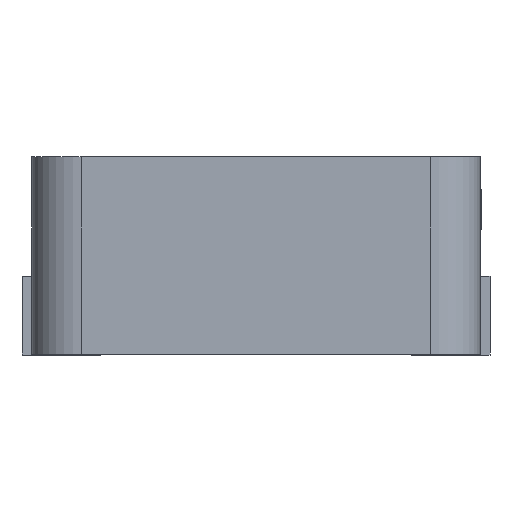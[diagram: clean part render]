
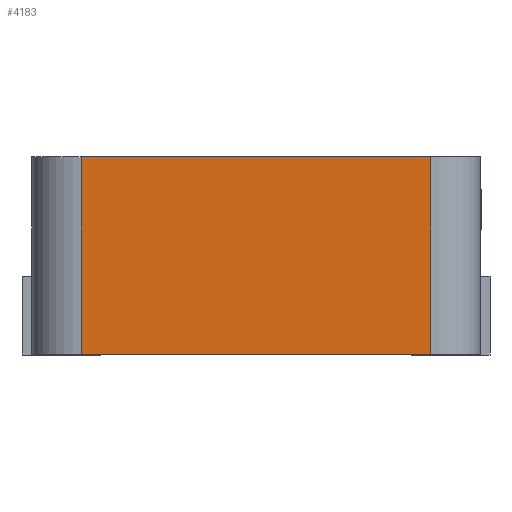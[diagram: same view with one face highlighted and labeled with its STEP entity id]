
A CAD part, front view. The second image highlights one B-rep face of the part: STEP entity #4183.
In plain terms, the highlighted planar face has unit normal (0, -1, 0).
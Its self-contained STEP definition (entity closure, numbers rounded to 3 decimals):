
#942 = DIRECTION ( 'NONE',  ( 1., 0., 0. ) ) ;
#2841 = VECTOR ( 'NONE', #942, 1000. ) ;
#2925 = EDGE_LOOP ( 'NONE', ( #13726, #7927, #10671, #4625 ) ) ;
#3068 = EDGE_CURVE ( 'NONE', #12417, #18364, #13435, .T. ) ;
#4136 = VECTOR ( 'NONE', #4725, 1000. ) ;
#4183 = ADVANCED_FACE ( 'NONE', ( #9139 ), #8862, .F. ) ;
#4450 = EDGE_CURVE ( 'NONE', #11400, #17845, #13070, .T. ) ;
#4594 = CARTESIAN_POINT ( 'NONE',  ( -2.275, -2.25, 2. ) ) ;
#4625 = ORIENTED_EDGE ( 'NONE', *, *, #3068, .T. ) ;
#4725 = DIRECTION ( 'NONE',  ( 0., 0., 1. ) ) ;
#7117 = VECTOR ( 'NONE', #13328, 1000. ) ;
#7882 = CARTESIAN_POINT ( 'NONE',  ( -1.775, -2.25, 2. ) ) ;
#7927 = ORIENTED_EDGE ( 'NONE', *, *, #4450, .T. ) ;
#8862 = PLANE ( 'NONE',  #15762 ) ;
#9139 = FACE_OUTER_BOUND ( 'NONE', #2925, .T. ) ;
#9339 = DIRECTION ( 'NONE',  ( 0., 0., 1. ) ) ;
#9868 = VECTOR ( 'NONE', #14726, 1000. ) ;
#10112 = EDGE_CURVE ( 'NONE', #17845, #12417, #18520, .T. ) ;
#10398 = EDGE_CURVE ( 'NONE', #11400, #18364, #12128, .T. ) ;
#10671 = ORIENTED_EDGE ( 'NONE', *, *, #10112, .T. ) ;
#11400 = VERTEX_POINT ( 'NONE', #16885 ) ;
#12128 = LINE ( 'NONE', #14871, #7117 ) ;
#12417 = VERTEX_POINT ( 'NONE', #18148 ) ;
#12840 = CARTESIAN_POINT ( 'NONE',  ( -1.775, -2.25, 0. ) ) ;
#13070 = LINE ( 'NONE', #7882, #9868 ) ;
#13328 = DIRECTION ( 'NONE',  ( 1., 0., 0. ) ) ;
#13435 = LINE ( 'NONE', #16603, #4136 ) ;
#13726 = ORIENTED_EDGE ( 'NONE', *, *, #10398, .F. ) ;
#14726 = DIRECTION ( 'NONE',  ( 0., 0., -1. ) ) ;
#14871 = CARTESIAN_POINT ( 'NONE',  ( -2.275, -2.25, 2. ) ) ;
#15532 = CARTESIAN_POINT ( 'NONE',  ( 1.775, -2.25, 2. ) ) ;
#15762 = AXIS2_PLACEMENT_3D ( 'NONE', #4594, #17850, #9339 ) ;
#16603 = CARTESIAN_POINT ( 'NONE',  ( 1.775, -2.25, 2. ) ) ;
#16885 = CARTESIAN_POINT ( 'NONE',  ( -1.775, -2.25, 2. ) ) ;
#16973 = CARTESIAN_POINT ( 'NONE',  ( -2.275, -2.25, 0. ) ) ;
#17845 = VERTEX_POINT ( 'NONE', #12840 ) ;
#17850 = DIRECTION ( 'NONE',  ( 0., 1., 0. ) ) ;
#18148 = CARTESIAN_POINT ( 'NONE',  ( 1.775, -2.25, 0. ) ) ;
#18364 = VERTEX_POINT ( 'NONE', #15532 ) ;
#18520 = LINE ( 'NONE', #16973, #2841 ) ;
